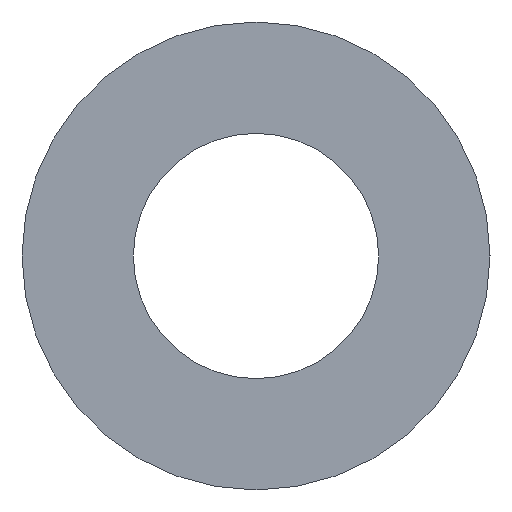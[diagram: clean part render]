
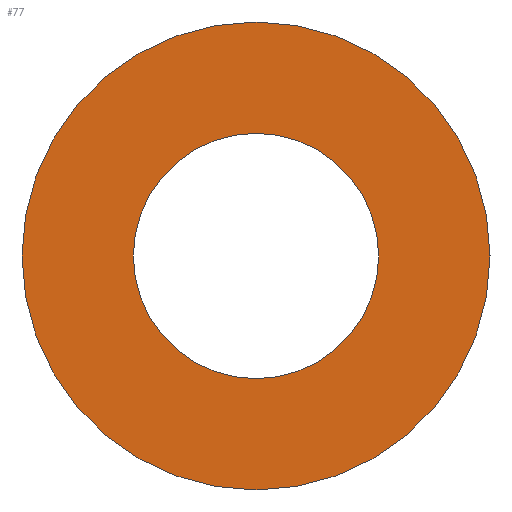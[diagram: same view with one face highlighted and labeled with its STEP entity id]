
A CAD part, left-side view. The second image highlights one B-rep face of the part: STEP entity #77.
In plain terms, the highlighted planar face has unit normal (-1, 0, 0).
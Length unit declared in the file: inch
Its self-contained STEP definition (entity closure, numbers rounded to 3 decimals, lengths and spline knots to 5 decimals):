
#6 = CARTESIAN_POINT ( 'NONE',  ( -0.875, 0., 0. ) ) ;
#8 = EDGE_LOOP ( 'NONE', ( #53, #187 ) ) ;
#9 = AXIS2_PLACEMENT_3D ( 'NONE', #95, #193, #33 ) ;
#13 = AXIS2_PLACEMENT_3D ( 'NONE', #55, #132, #200 ) ;
#18 = CIRCLE ( 'NONE', #177, 0.098 ) ;
#30 = CARTESIAN_POINT ( 'NONE',  ( -0.875, 0., 0. ) ) ;
#33 = DIRECTION ( 'NONE',  ( 0., 0., -1. ) ) ;
#42 = FACE_OUTER_BOUND ( 'NONE', #8, .T. ) ;
#49 = PLANE ( 'NONE',  #9 ) ;
#53 = ORIENTED_EDGE ( 'NONE', *, *, #186, .F. ) ;
#54 = EDGE_CURVE ( 'NONE', #79, #175, #18, .T. ) ;
#55 = CARTESIAN_POINT ( 'NONE',  ( -0.875, 0., 0. ) ) ;
#71 = DIRECTION ( 'NONE',  ( 1., 0., 0. ) ) ;
#72 = EDGE_LOOP ( 'NONE', ( #158, #150 ) ) ;
#73 = CARTESIAN_POINT ( 'NONE',  ( -0.875, 0., -0.098 ) ) ;
#74 = CIRCLE ( 'NONE', #13, 0.187 ) ;
#77 = ADVANCED_FACE ( 'NONE', ( #42, #169 ), #49, .F. ) ;
#79 = VERTEX_POINT ( 'NONE', #121 ) ;
#81 = CARTESIAN_POINT ( 'NONE',  ( -0.875, 0., 0.187 ) ) ;
#94 = CARTESIAN_POINT ( 'NONE',  ( -0.875, 0., 0. ) ) ;
#95 = CARTESIAN_POINT ( 'NONE',  ( -0.875, 0., 0. ) ) ;
#97 = DIRECTION ( 'NONE',  ( 0., 0., -1. ) ) ;
#104 = AXIS2_PLACEMENT_3D ( 'NONE', #30, #142, #180 ) ;
#105 = VERTEX_POINT ( 'NONE', #81 ) ;
#108 = VERTEX_POINT ( 'NONE', #126 ) ;
#113 = AXIS2_PLACEMENT_3D ( 'NONE', #6, #71, #203 ) ;
#116 = CIRCLE ( 'NONE', #113, 0.187 ) ;
#121 = CARTESIAN_POINT ( 'NONE',  ( -0.875, 0., 0.098 ) ) ;
#125 = CIRCLE ( 'NONE', #104, 0.098 ) ;
#126 = CARTESIAN_POINT ( 'NONE',  ( -0.875, 0., -0.187 ) ) ;
#132 = DIRECTION ( 'NONE',  ( 1., 0., 0. ) ) ;
#142 = DIRECTION ( 'NONE',  ( 1., 0., 0. ) ) ;
#145 = EDGE_CURVE ( 'NONE', #175, #79, #125, .T. ) ;
#150 = ORIENTED_EDGE ( 'NONE', *, *, #145, .T. ) ;
#158 = ORIENTED_EDGE ( 'NONE', *, *, #54, .T. ) ;
#169 = FACE_BOUND ( 'NONE', #72, .T. ) ;
#173 = DIRECTION ( 'NONE',  ( 1., 0., 0. ) ) ;
#175 = VERTEX_POINT ( 'NONE', #73 ) ;
#177 = AXIS2_PLACEMENT_3D ( 'NONE', #94, #173, #97 ) ;
#180 = DIRECTION ( 'NONE',  ( 0., 0., -1. ) ) ;
#186 = EDGE_CURVE ( 'NONE', #105, #108, #74, .T. ) ;
#187 = ORIENTED_EDGE ( 'NONE', *, *, #218, .F. ) ;
#193 = DIRECTION ( 'NONE',  ( 1., 0., 0. ) ) ;
#200 = DIRECTION ( 'NONE',  ( 0., 0., -1. ) ) ;
#203 = DIRECTION ( 'NONE',  ( 0., 0., -1. ) ) ;
#218 = EDGE_CURVE ( 'NONE', #108, #105, #116, .T. ) ;
